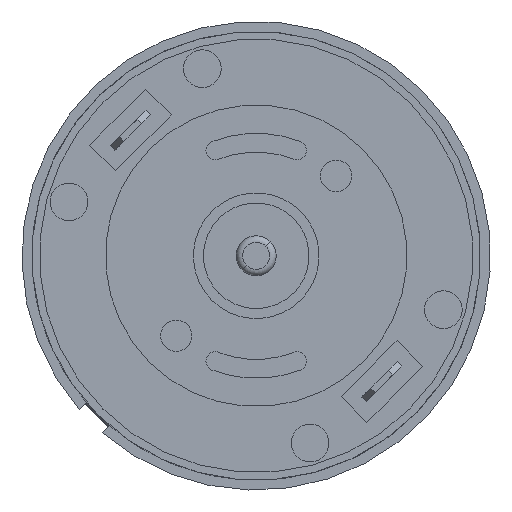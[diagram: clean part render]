
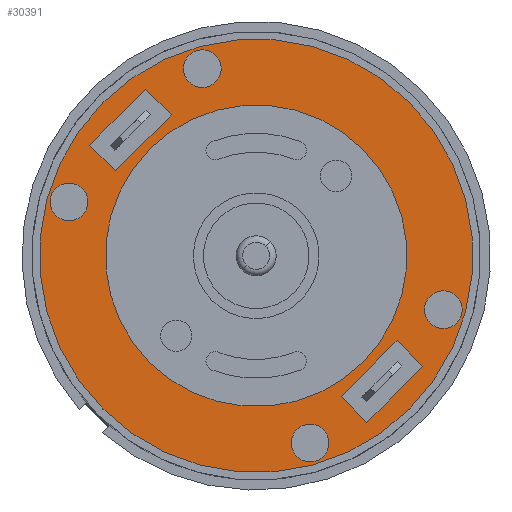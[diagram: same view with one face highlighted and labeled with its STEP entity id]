
A CAD part, left-side view. The second image highlights one B-rep face of the part: STEP entity #30391.
In plain terms, the highlighted face is planar.
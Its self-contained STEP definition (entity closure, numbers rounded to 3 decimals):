
#28976=CARTESIAN_POINT('',(56.,0.,0.));
#28977=DIRECTION('',(1.,0.,0.));
#28978=DIRECTION('',(0.,-1.,0.));
#28979=AXIS2_PLACEMENT_3D('',#28976,#28977,#28978);
#28981=CARTESIAN_POINT('',(56.,0.,0.));
#28982=DIRECTION('',(1.,0.,0.));
#28983=DIRECTION('',(0.,1.,0.));
#28984=AXIS2_PLACEMENT_3D('',#28981,#28982,#28983);
#28986=CARTESIAN_POINT('',(56.,0.,0.));
#28987=DIRECTION('',(1.,0.,0.));
#28988=DIRECTION('',(0.,0.,1.));
#28989=AXIS2_PLACEMENT_3D('',#28986,#28987,#28988);
#28991=CARTESIAN_POINT('',(56.,0.,0.));
#28992=DIRECTION('',(1.,0.,0.));
#28993=DIRECTION('',(0.,0.,-1.));
#28994=AXIS2_PLACEMENT_3D('',#28991,#28992,#28993);
#28996=DIRECTION('',(0.,-1.,0.));
#28997=VECTOR('',#28996,2.9);
#28998=CARTESIAN_POINT('',(56.,15.6,3.15));
#28999=LINE('',#28998,#28997);
#29000=DIRECTION('',(0.,0.,-1.));
#29001=VECTOR('',#29000,6.3);
#29002=CARTESIAN_POINT('',(56.,12.7,3.15));
#29003=LINE('',#29002,#29001);
#29004=DIRECTION('',(0.,1.,0.));
#29005=VECTOR('',#29004,2.9);
#29006=CARTESIAN_POINT('',(56.,12.7,-3.15));
#29007=LINE('',#29006,#29005);
#29008=DIRECTION('',(0.,0.,1.));
#29009=VECTOR('',#29008,6.3);
#29010=CARTESIAN_POINT('',(56.,15.6,-3.15));
#29011=LINE('',#29010,#29009);
#29012=DIRECTION('',(0.,0.,-1.));
#29013=VECTOR('',#29012,6.3);
#29014=CARTESIAN_POINT('',(56.,-15.6,3.15));
#29015=LINE('',#29014,#29013);
#29016=DIRECTION('',(0.,1.,0.));
#29017=VECTOR('',#29016,2.9);
#29018=CARTESIAN_POINT('',(56.,-15.6,-3.15));
#29019=LINE('',#29018,#29017);
#29020=DIRECTION('',(0.,0.,1.));
#29021=VECTOR('',#29020,6.3);
#29022=CARTESIAN_POINT('',(56.,-12.7,-3.15));
#29023=LINE('',#29022,#29021);
#29024=DIRECTION('',(0.,-1.,0.));
#29025=VECTOR('',#29024,2.9);
#29026=CARTESIAN_POINT('',(56.,-12.7,3.15));
#29027=LINE('',#29026,#29025);
#29028=CARTESIAN_POINT('',(56.,-13.569,-7.5));
#29029=DIRECTION('',(1.,0.,0.));
#29030=DIRECTION('',(0.,0.,1.));
#29031=AXIS2_PLACEMENT_3D('',#29028,#29029,#29030);
#29033=CARTESIAN_POINT('',(56.,-13.569,-7.5));
#29034=DIRECTION('',(1.,0.,0.));
#29035=DIRECTION('',(0.,0.,-1.));
#29036=AXIS2_PLACEMENT_3D('',#29033,#29034,#29035);
#29038=CARTESIAN_POINT('',(56.,-13.569,7.5));
#29039=DIRECTION('',(1.,0.,0.));
#29040=DIRECTION('',(0.,0.,1.));
#29041=AXIS2_PLACEMENT_3D('',#29038,#29039,#29040);
#29043=CARTESIAN_POINT('',(56.,-13.569,7.5));
#29044=DIRECTION('',(1.,0.,0.));
#29045=DIRECTION('',(0.,0.,-1.));
#29046=AXIS2_PLACEMENT_3D('',#29043,#29044,#29045);
#29048=CARTESIAN_POINT('',(56.,13.569,-7.5));
#29049=DIRECTION('',(1.,0.,0.));
#29050=DIRECTION('',(0.,0.,1.));
#29051=AXIS2_PLACEMENT_3D('',#29048,#29049,#29050);
#29053=CARTESIAN_POINT('',(56.,13.569,-7.5));
#29054=DIRECTION('',(1.,0.,0.));
#29055=DIRECTION('',(0.,0.,-1.));
#29056=AXIS2_PLACEMENT_3D('',#29053,#29054,#29055);
#29058=CARTESIAN_POINT('',(56.,13.569,7.5));
#29059=DIRECTION('',(1.,0.,0.));
#29060=DIRECTION('',(0.,0.,1.));
#29061=AXIS2_PLACEMENT_3D('',#29058,#29059,#29060);
#29063=CARTESIAN_POINT('',(56.,13.569,7.5));
#29064=DIRECTION('',(1.,0.,0.));
#29065=DIRECTION('',(0.,0.,-1.));
#29066=AXIS2_PLACEMENT_3D('',#29063,#29064,#29065);
#29926=CARTESIAN_POINT('',(56.,-17.25,0.));
#29927=CARTESIAN_POINT('',(56.,17.25,0.));
#29928=VERTEX_POINT('',#29926);
#29929=VERTEX_POINT('',#29927);
#29942=CARTESIAN_POINT('',(56.,0.,12.));
#29943=CARTESIAN_POINT('',(56.,0.,-12.));
#29944=VERTEX_POINT('',#29942);
#29945=VERTEX_POINT('',#29943);
#30050=CARTESIAN_POINT('',(56.,15.6,3.15));
#30051=CARTESIAN_POINT('',(56.,12.7,3.15));
#30052=VERTEX_POINT('',#30050);
#30053=VERTEX_POINT('',#30051);
#30054=CARTESIAN_POINT('',(56.,12.7,-3.15));
#30055=VERTEX_POINT('',#30054);
#30056=CARTESIAN_POINT('',(56.,15.6,-3.15));
#30057=VERTEX_POINT('',#30056);
#30058=CARTESIAN_POINT('',(56.,-15.6,3.15));
#30059=CARTESIAN_POINT('',(56.,-15.6,-3.15));
#30060=VERTEX_POINT('',#30058);
#30061=VERTEX_POINT('',#30059);
#30062=CARTESIAN_POINT('',(56.,-12.7,-3.15));
#30063=VERTEX_POINT('',#30062);
#30064=CARTESIAN_POINT('',(56.,-12.7,3.15));
#30065=VERTEX_POINT('',#30064);
#30090=CARTESIAN_POINT('',(56.,-13.569,-6.));
#30091=CARTESIAN_POINT('',(56.,-13.569,-9.));
#30092=VERTEX_POINT('',#30090);
#30093=VERTEX_POINT('',#30091);
#30094=CARTESIAN_POINT('',(56.,-13.569,9.));
#30095=CARTESIAN_POINT('',(56.,-13.569,6.));
#30096=VERTEX_POINT('',#30094);
#30097=VERTEX_POINT('',#30095);
#30098=CARTESIAN_POINT('',(56.,13.569,-6.));
#30099=CARTESIAN_POINT('',(56.,13.569,-9.));
#30100=VERTEX_POINT('',#30098);
#30101=VERTEX_POINT('',#30099);
#30102=CARTESIAN_POINT('',(56.,13.569,9.));
#30103=CARTESIAN_POINT('',(56.,13.569,6.));
#30104=VERTEX_POINT('',#30102);
#30105=VERTEX_POINT('',#30103);
#30331=CARTESIAN_POINT('',(56.,0.,0.));
#30332=DIRECTION('',(1.,0.,0.));
#30333=DIRECTION('',(0.,-1.,0.));
#30334=AXIS2_PLACEMENT_3D('',#30331,#30332,#30333);
#30335=PLANE('',#30334);
#30337=ORIENTED_EDGE('',*,*,#30336,.F.);
#30339=ORIENTED_EDGE('',*,*,#30338,.F.);
#30340=EDGE_LOOP('',(#30337,#30339));
#30341=FACE_OUTER_BOUND('',#30340,.F.);
#30343=ORIENTED_EDGE('',*,*,#30342,.T.);
#30345=ORIENTED_EDGE('',*,*,#30344,.T.);
#30346=EDGE_LOOP('',(#30343,#30345));
#30347=FACE_BOUND('',#30346,.F.);
#30348=ORIENTED_EDGE('',*,*,#30321,.T.);
#30350=ORIENTED_EDGE('',*,*,#30349,.T.);
#30352=ORIENTED_EDGE('',*,*,#30351,.T.);
#30354=ORIENTED_EDGE('',*,*,#30353,.T.);
#30355=EDGE_LOOP('',(#30348,#30350,#30352,#30354));
#30356=FACE_BOUND('',#30355,.F.);
#30358=ORIENTED_EDGE('',*,*,#30357,.T.);
#30360=ORIENTED_EDGE('',*,*,#30359,.T.);
#30362=ORIENTED_EDGE('',*,*,#30361,.T.);
#30364=ORIENTED_EDGE('',*,*,#30363,.T.);
#30365=EDGE_LOOP('',(#30358,#30360,#30362,#30364));
#30366=FACE_BOUND('',#30365,.F.);
#30368=ORIENTED_EDGE('',*,*,#30367,.T.);
#30370=ORIENTED_EDGE('',*,*,#30369,.T.);
#30371=EDGE_LOOP('',(#30368,#30370));
#30372=FACE_BOUND('',#30371,.F.);
#30374=ORIENTED_EDGE('',*,*,#30373,.T.);
#30376=ORIENTED_EDGE('',*,*,#30375,.T.);
#30377=EDGE_LOOP('',(#30374,#30376));
#30378=FACE_BOUND('',#30377,.F.);
#30380=ORIENTED_EDGE('',*,*,#30379,.T.);
#30382=ORIENTED_EDGE('',*,*,#30381,.T.);
#30383=EDGE_LOOP('',(#30380,#30382));
#30384=FACE_BOUND('',#30383,.F.);
#30386=ORIENTED_EDGE('',*,*,#30385,.T.);
#30388=ORIENTED_EDGE('',*,*,#30387,.T.);
#30389=EDGE_LOOP('',(#30386,#30388));
#30390=FACE_BOUND('',#30389,.F.);
#28980=CIRCLE('',#28979,17.25);
#28985=CIRCLE('',#28984,17.25);
#28990=CIRCLE('',#28989,12.);
#28995=CIRCLE('',#28994,12.);
#29032=CIRCLE('',#29031,1.5);
#29037=CIRCLE('',#29036,1.5);
#29042=CIRCLE('',#29041,1.5);
#29047=CIRCLE('',#29046,1.5);
#29052=CIRCLE('',#29051,1.5);
#29057=CIRCLE('',#29056,1.5);
#29062=CIRCLE('',#29061,1.5);
#29067=CIRCLE('',#29066,1.5);
#30321=EDGE_CURVE('',#30052,#30053,#28999,.T.);
#30336=EDGE_CURVE('',#29928,#29929,#28980,.T.);
#30338=EDGE_CURVE('',#29929,#29928,#28985,.T.);
#30342=EDGE_CURVE('',#29944,#29945,#28990,.T.);
#30344=EDGE_CURVE('',#29945,#29944,#28995,.T.);
#30349=EDGE_CURVE('',#30053,#30055,#29003,.T.);
#30351=EDGE_CURVE('',#30055,#30057,#29007,.T.);
#30353=EDGE_CURVE('',#30057,#30052,#29011,.T.);
#30357=EDGE_CURVE('',#30060,#30061,#29015,.T.);
#30359=EDGE_CURVE('',#30061,#30063,#29019,.T.);
#30361=EDGE_CURVE('',#30063,#30065,#29023,.T.);
#30363=EDGE_CURVE('',#30065,#30060,#29027,.T.);
#30367=EDGE_CURVE('',#30092,#30093,#29032,.T.);
#30369=EDGE_CURVE('',#30093,#30092,#29037,.T.);
#30373=EDGE_CURVE('',#30096,#30097,#29042,.T.);
#30375=EDGE_CURVE('',#30097,#30096,#29047,.T.);
#30379=EDGE_CURVE('',#30100,#30101,#29052,.T.);
#30381=EDGE_CURVE('',#30101,#30100,#29057,.T.);
#30385=EDGE_CURVE('',#30104,#30105,#29062,.T.);
#30387=EDGE_CURVE('',#30105,#30104,#29067,.T.);
#30391=ADVANCED_FACE('',(#30341,#30347,#30356,#30366,#30372,#30378,#30384,
#30390),#30335,.T.);
